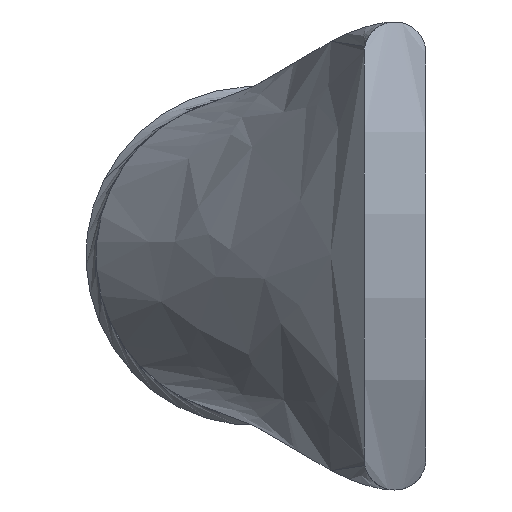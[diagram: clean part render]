
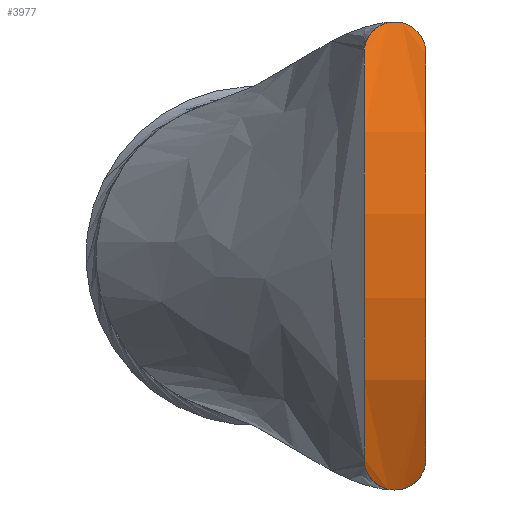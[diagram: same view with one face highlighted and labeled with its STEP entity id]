
A CAD part, left-side view. The second image highlights one B-rep face of the part: STEP entity #3977.
In plain terms, the highlighted cylindrical face has radius 24.642 mm (diameter 49.284 mm), a partial arc.
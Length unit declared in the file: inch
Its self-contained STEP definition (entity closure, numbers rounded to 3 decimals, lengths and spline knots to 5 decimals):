
#38 = CARTESIAN_POINT ( 'NONE',  ( -0.43419, -0.06, 0.41016 ) ) ;
#183 = EDGE_CURVE ( 'NONE', #1173, #223, #2497, .T. ) ;
#223 = VERTEX_POINT ( 'NONE', #3834 ) ;
#238 = DIRECTION ( 'NONE',  ( 0., -1., 0. ) ) ;
#260 = CARTESIAN_POINT ( 'NONE',  ( -0.41169, 0., -0.455 ) ) ;
#293 = CARTESIAN_POINT ( 'NONE',  ( 0.44516, 0.06, 0. ) ) ;
#358 = CARTESIAN_POINT ( 'NONE',  ( -0.41845, 0.03801, 0.44207 ) ) ;
#432 = CARTESIAN_POINT ( 'NONE',  ( -0.43409, 0.05856, 0.41011 ) ) ;
#664 = DIRECTION ( 'NONE',  ( 0., 0., -1. ) ) ;
#708 = DIRECTION ( 'NONE',  ( 0., -1., 0. ) ) ;
#719 = CARTESIAN_POINT ( 'NONE',  ( -0.42272, -0.0461, -0.4336 ) ) ;
#744 = CARTESIAN_POINT ( 'NONE',  ( -0.42741, -0.05262, -0.42408 ) ) ;
#799 = CARTESIAN_POINT ( 'NONE',  ( -0.41599, 0.03131, 0.44681 ) ) ;
#801 = AXIS2_PLACEMENT_3D ( 'NONE', #2215, #238, #4067 ) ;
#845 = CARTESIAN_POINT ( 'NONE',  ( -0.43756, -0.06, -0.40259 ) ) ;
#1009 = CARTESIAN_POINT ( 'NONE',  ( -0.4341, -0.05857, -0.41009 ) ) ;
#1081 = EDGE_CURVE ( 'NONE', #3411, #223, #2484, .T. ) ;
#1120 = CARTESIAN_POINT ( 'NONE',  ( -0.41521, -0.02786, 0.4483 ) ) ;
#1131 = CARTESIAN_POINT ( 'NONE',  ( -0.41623, 0.03129, -0.44635 ) ) ;
#1142 = CARTESIAN_POINT ( 'NONE',  ( -0.44095, 0.06, 0.395 ) ) ;
#1168 = CARTESIAN_POINT ( 'NONE',  ( -0.41625, -0.03136, 0.44631 ) ) ;
#1173 = VERTEX_POINT ( 'NONE', #260 ) ;
#1194 = CARTESIAN_POINT ( 'NONE',  ( -0.41284, -0.01658, 0.45281 ) ) ;
#1350 = AXIS2_PLACEMENT_3D ( 'NONE', #4449, #708, #3663 ) ;
#1408 = CARTESIAN_POINT ( 'NONE',  ( -0.41859, 0.0378, -0.44177 ) ) ;
#1489 = CARTESIAN_POINT ( 'NONE',  ( -0.41348, 0.02032, -0.4516 ) ) ;
#1553 = CARTESIAN_POINT ( 'NONE',  ( -0.42705, -0.05427, 0.425 ) ) ;
#1559 = B_SPLINE_CURVE_WITH_KNOTS ( 'NONE', 3,
 ( #1900, #3419, #3393, #4913, #1408, #1131, #2191, #1489, #1817, #4538, #4937, #4123 ),
 .UNSPECIFIED., .F., .F.,
 ( 4, 2, 2, 2, 2, 4 ),
 ( 0., 0.25033, 0.31291, 0.37549, 0.43807, 0.50066 ),
 .UNSPECIFIED. ) ;
#1613 = CARTESIAN_POINT ( 'NONE',  ( -0.44095, -0.06, 0.395 ) ) ;
#1802 = EDGE_CURVE ( 'NONE', #3411, #3055, #1929, .T. ) ;
#1817 = CARTESIAN_POINT ( 'NONE',  ( -0.41283, 0.01647, -0.45284 ) ) ;
#1885 = CARTESIAN_POINT ( 'NONE',  ( -0.42903, 0.05434, 0.42072 ) ) ;
#1900 = CARTESIAN_POINT ( 'NONE',  ( -0.44095, 0.06, -0.395 ) ) ;
#1910 = CARTESIAN_POINT ( 'NONE',  ( -0.41279, 0.01623, 0.45291 ) ) ;
#1929 = B_SPLINE_CURVE_WITH_KNOTS ( 'NONE', 3,
 ( #2306, #38, #1553, #3073, #3478, #1168, #1120, #2698, #1194, #4183, #2283, #3814, #3050, #1910, #3429, #799, #358, #2334, #3865, #4158, #1885, #432, #2724, #1142 ),
 .UNSPECIFIED., .F., .F.,
 ( 4, 2, 2, 2, 2, 2, 2, 2, 2, 2, 2, 4 ),
 ( 0., 0.25, 0.3125, 0.375, 0.4375, 0.5, 0.5625, 0.625, 0.75, 0.8125, 0.875, 1. ),
 .UNSPECIFIED. ) ;
#2025 = CARTESIAN_POINT ( 'NONE',  ( -0.44095, 0.06, -0.395 ) ) ;
#2191 = CARTESIAN_POINT ( 'NONE',  ( -0.41519, 0.02778, -0.44834 ) ) ;
#2215 = CARTESIAN_POINT ( 'NONE',  ( 0.44516, 0.06, 0. ) ) ;
#2249 = CARTESIAN_POINT ( 'NONE',  ( -0.42426, -0.04853, -0.43049 ) ) ;
#2283 = CARTESIAN_POINT ( 'NONE',  ( -0.41169, -0.00427, 0.45499 ) ) ;
#2306 = CARTESIAN_POINT ( 'NONE',  ( -0.44095, -0.06, 0.395 ) ) ;
#2334 = CARTESIAN_POINT ( 'NONE',  ( -0.4227, 0.04606, 0.43364 ) ) ;
#2484 = CIRCLE ( 'NONE', #1350, 0.97016 ) ;
#2497 = B_SPLINE_CURVE_WITH_KNOTS ( 'NONE', 3,
 ( #2568, #3424, #3698, #3343, #4866, #2963, #4150, #719, #2249, #744, #2644, #1009, #845, #3044 ),
 .UNSPECIFIED., .F., .F.,
 ( 4, 2, 2, 2, 2, 2, 4 ),
 ( 0.50066, 0.56307, 0.62549, 0.75033, 0.81275, 0.87516, 1. ),
 .UNSPECIFIED. ) ;
#2501 = ORIENTED_EDGE ( 'NONE', *, *, #1081, .F. ) ;
#2565 = CYLINDRICAL_SURFACE ( 'NONE', #4466, 0.97016 ) ;
#2568 = CARTESIAN_POINT ( 'NONE',  ( -0.41169, 0., -0.455 ) ) ;
#2644 = CARTESIAN_POINT ( 'NONE',  ( -0.42905, -0.05435, -0.42069 ) ) ;
#2698 = CARTESIAN_POINT ( 'NONE',  ( -0.4135, -0.02041, 0.45157 ) ) ;
#2724 = CARTESIAN_POINT ( 'NONE',  ( -0.43756, 0.06, 0.4026 ) ) ;
#2951 = CIRCLE ( 'NONE', #801, 0.97016 ) ;
#2963 = CARTESIAN_POINT ( 'NONE',  ( -0.41601, -0.03138, -0.44677 ) ) ;
#3044 = CARTESIAN_POINT ( 'NONE',  ( -0.44095, -0.06, -0.395 ) ) ;
#3050 = CARTESIAN_POINT ( 'NONE',  ( -0.41191, 0.00816, 0.45458 ) ) ;
#3055 = VERTEX_POINT ( 'NONE', #4141 ) ;
#3073 = CARTESIAN_POINT ( 'NONE',  ( -0.41991, -0.04079, 0.43918 ) ) ;
#3343 = CARTESIAN_POINT ( 'NONE',  ( -0.41281, -0.01634, -0.45288 ) ) ;
#3393 = CARTESIAN_POINT ( 'NONE',  ( -0.42703, 0.05425, -0.42504 ) ) ;
#3411 = VERTEX_POINT ( 'NONE', #1613 ) ;
#3419 = CARTESIAN_POINT ( 'NONE',  ( -0.43418, 0.06, -0.41018 ) ) ;
#3424 = CARTESIAN_POINT ( 'NONE',  ( -0.41169, -0.00414, -0.455 ) ) ;
#3429 = CARTESIAN_POINT ( 'NONE',  ( -0.41347, 0.02023, 0.45163 ) ) ;
#3478 = CARTESIAN_POINT ( 'NONE',  ( -0.41861, -0.03786, 0.44172 ) ) ;
#3560 = ORIENTED_EDGE ( 'NONE', *, *, #1802, .T. ) ;
#3663 = DIRECTION ( 'NONE',  ( 0., 0., -1. ) ) ;
#3698 = CARTESIAN_POINT ( 'NONE',  ( -0.41192, -0.00828, -0.45457 ) ) ;
#3814 = CARTESIAN_POINT ( 'NONE',  ( -0.41168, 0.00401, 0.45501 ) ) ;
#3834 = CARTESIAN_POINT ( 'NONE',  ( -0.44095, -0.06, -0.395 ) ) ;
#3865 = CARTESIAN_POINT ( 'NONE',  ( -0.42424, 0.0485, 0.43053 ) ) ;
#3894 = EDGE_LOOP ( 'NONE', ( #4261, #4663, #4929, #2501, #3560 ) ) ;
#3953 = EDGE_CURVE ( 'NONE', #4237, #1173, #1559, .T. ) ;
#3977 = ADVANCED_FACE ( 'NONE', ( #4197 ), #2565, .T. ) ;
#4067 = DIRECTION ( 'NONE',  ( 0., 0., -1. ) ) ;
#4096 = DIRECTION ( 'NONE',  ( 0., -1., 0. ) ) ;
#4123 = CARTESIAN_POINT ( 'NONE',  ( -0.41169, 0., -0.455 ) ) ;
#4141 = CARTESIAN_POINT ( 'NONE',  ( -0.44095, 0.06, 0.395 ) ) ;
#4150 = CARTESIAN_POINT ( 'NONE',  ( -0.41847, -0.03806, -0.44203 ) ) ;
#4158 = CARTESIAN_POINT ( 'NONE',  ( -0.42739, 0.0526, 0.42411 ) ) ;
#4183 = CARTESIAN_POINT ( 'NONE',  ( -0.41193, -0.00848, 0.45454 ) ) ;
#4197 = FACE_OUTER_BOUND ( 'NONE', #3894, .T. ) ;
#4237 = VERTEX_POINT ( 'NONE', #2025 ) ;
#4261 = ORIENTED_EDGE ( 'NONE', *, *, #4698, .T. ) ;
#4449 = CARTESIAN_POINT ( 'NONE',  ( 0.44516, -0.06, 0. ) ) ;
#4466 = AXIS2_PLACEMENT_3D ( 'NONE', #293, #4096, #664 ) ;
#4538 = CARTESIAN_POINT ( 'NONE',  ( -0.41192, 0.00836, -0.45456 ) ) ;
#4663 = ORIENTED_EDGE ( 'NONE', *, *, #3953, .T. ) ;
#4698 = EDGE_CURVE ( 'NONE', #3055, #4237, #2951, .T. ) ;
#4866 = CARTESIAN_POINT ( 'NONE',  ( -0.41349, -0.02032, -0.4516 ) ) ;
#4913 = CARTESIAN_POINT ( 'NONE',  ( -0.41988, 0.04074, -0.43923 ) ) ;
#4929 = ORIENTED_EDGE ( 'NONE', *, *, #183, .T. ) ;
#4937 = CARTESIAN_POINT ( 'NONE',  ( -0.41169, 0.00415, -0.455 ) ) ;
